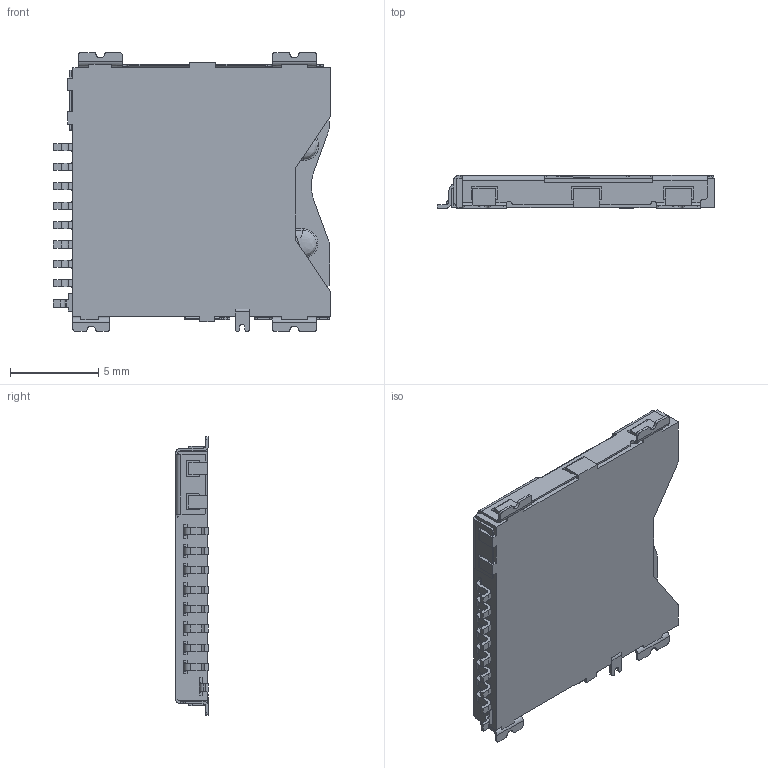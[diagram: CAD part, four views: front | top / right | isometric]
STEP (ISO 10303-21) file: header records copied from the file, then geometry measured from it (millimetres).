
FILE_DESCRIPTION (( 'STEP AP214' ), '1' );
FILE_NAME ('microSD僐僱僋僞 3D儌僨儖.STEP', '2014-09-26T09:53:27', ( 'DELL-T3500' ), ( 'Microsoft' ), 'SwSTEP 2.0', 'SolidWorks 2014', '' );
FILE_SCHEMA (( 'AUTOMOTIVE_DESIGN' ));
Length unit declared in the file: millimetre
Products named in the file (1): microSD僐僱僋僞 3D儌僨儖
Bounding box: 15.7 x 1.85 x 15.8 mm (x, y, z)
Volume: 336.6 mm3; surface area: 655.7 mm2
Topology: 2 solids, 2 shells, 713 faces, 2064 edges, 1340 vertices
Faces by surface type: plane 400, cylinder 261, bspline 52
Entity records: 25661 total; most frequent: CARTESIAN_POINT 6951, ORIENTED_EDGE 4104, DIRECTION 3694, EDGE_CURVE 2052, VECTOR 1400, LINE 1400, VERTEX_POINT 1340, AXIS2_PLACEMENT_3D 1147
